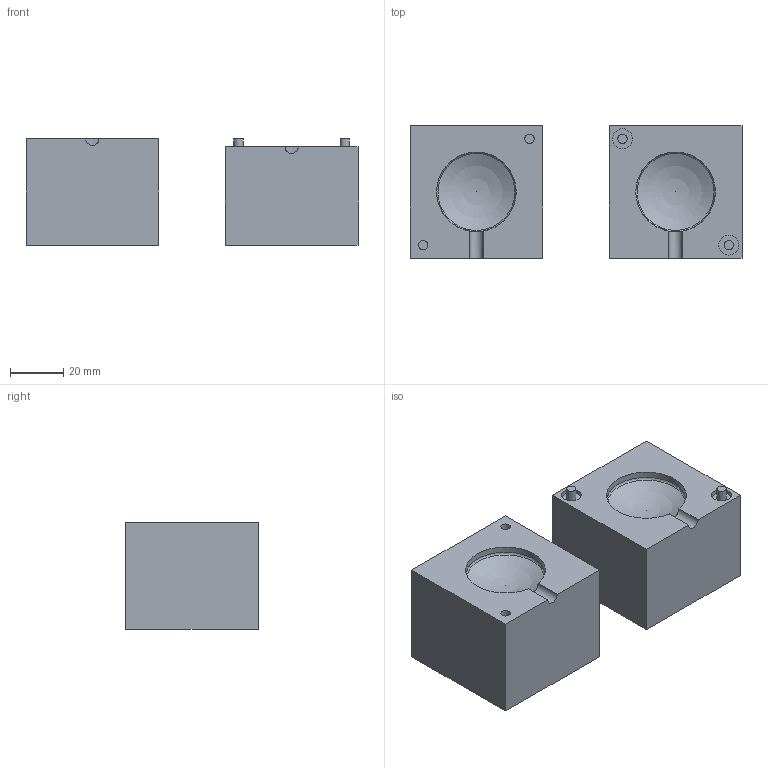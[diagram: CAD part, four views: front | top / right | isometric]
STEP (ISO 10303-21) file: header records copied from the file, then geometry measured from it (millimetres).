
FILE_DESCRIPTION(/* description */ (''),/* implementation_level */ '2;1');
FILE_NAME(/* name */ 'LinseGuss v4.step',/* time_stamp */ '2017-04-23T21:51:51+02:00',/* author */ (''),/* organization */ (''),/* preprocessor_version */ 'ST-DEVELOPER v16.5',/* originating_system */ 'Autodesk Translation Framework v5.2.0.2920',/* authorisation */ '');
FILE_SCHEMA (('AUTOMOTIVE_DESIGN { 1 0 10303 214 3 1 1 }'));
Length unit declared in the file: millimetre
Products named in the file (1): LinseGuss v4
Bounding box: 125 x 50 x 40 mm (x, y, z)
Volume: 185043.5 mm3; surface area: 26321.7 mm2
Topology: 2 solids, 2 shells, 32 faces, 72 edges, 48 vertices
Faces by surface type: plane 18, cylinder 10, torus 2, sphere 2
Full cylindrical faces by diameter (mm): 3.5 x4, 7.5 x2
Entity records: 875 total; most frequent: CARTESIAN_POINT 205, DIRECTION 136, ORIENTED_EDGE 112, EDGE_CURVE 56, AXIS2_PLACEMENT_3D 53, EDGE_LOOP 46, VERTEX_POINT 42, FACE_OUTER_BOUND 32
